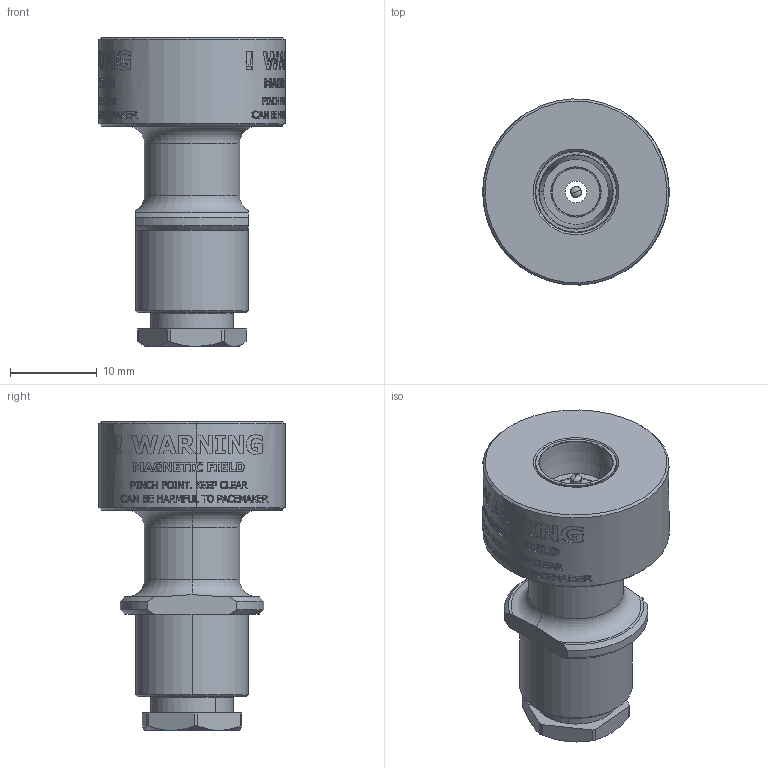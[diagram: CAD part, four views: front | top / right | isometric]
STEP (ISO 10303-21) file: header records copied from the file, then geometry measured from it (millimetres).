
FILE_DESCRIPTION (( 'STEP AP214' ), '1' );
FILE_NAME ('99M-017-H3-S-AH.STEP', '2025-11-13T17:30:28', ( '' ), ( '' ), 'SwSTEP 2.0', 'SolidWorks 2025', '' );
FILE_SCHEMA (( 'AUTOMOTIVE_DESIGN' ));
Length unit declared in the file: millimetre
Products named in the file (1): 99M-017-H3-S-AH
Bounding box: 21.5 x 21.48 x 35.63 mm (x, y, z)
Surface area: 3913.8 mm2 (no closed solid volume)
Topology: 0 solids, 6 shells, 1567 faces, 5202 edges, 3507 vertices
Faces by surface type: plane 927, bspline 352, cylinder 242, cone 38, torus 6, sphere 2
Entity records: 69723 total; most frequent: CARTESIAN_POINT 28093, ORIENTED_EDGE 8985, DIRECTION 7522, EDGE_CURVE 5202, VERTEX_POINT 3507, VECTOR 2552, LINE 2552, AXIS2_PLACEMENT_3D 2485
